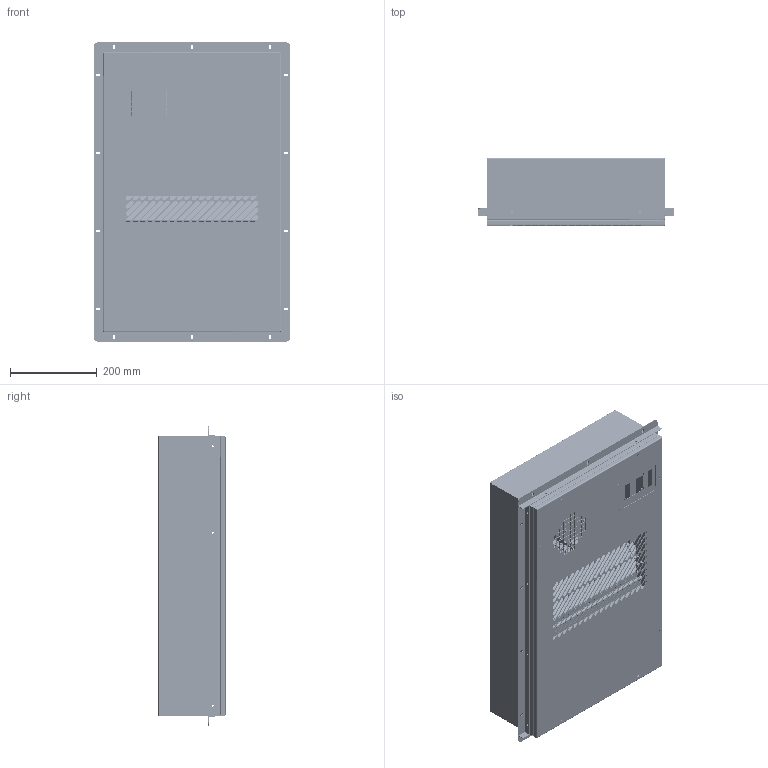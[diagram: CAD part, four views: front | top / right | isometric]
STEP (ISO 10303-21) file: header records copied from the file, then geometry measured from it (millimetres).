
FILE_DESCRIPTION (( 'STEP AP214' ), '1' );
FILE_NAME ('600W .STEP', '2023-04-24T05:02:54', ( '' ), ( '' ), 'SwSTEP 2.0', 'SolidWorks 2018', '' );
FILE_SCHEMA (( 'AUTOMOTIVE_DESIGN' ));
Length unit declared in the file: millimetre
Products named in the file (1): 600W  
Bounding box: 455 x 155 x 692 mm (x, y, z)
Volume: 5475345.4 mm3; surface area: 3496020 mm2
Topology: 50 solids, 50 shells, 4255 faces, 11350 edges, 7290 vertices
Faces by surface type: plane 2288, cylinder 1805, torus 108, bspline 42, cone 12
Entity records: 184289 total; most frequent: CARTESIAN_POINT 25138, DIRECTION 23468, ORIENTED_EDGE 22696, EDGE_CURVE 11348, AXIS2_PLACEMENT_3D 8028, LINE 7412, VECTOR 7412, VERTEX_POINT 7290
